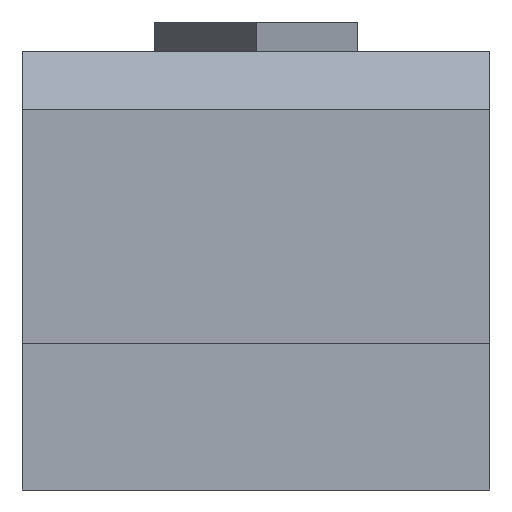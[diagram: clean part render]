
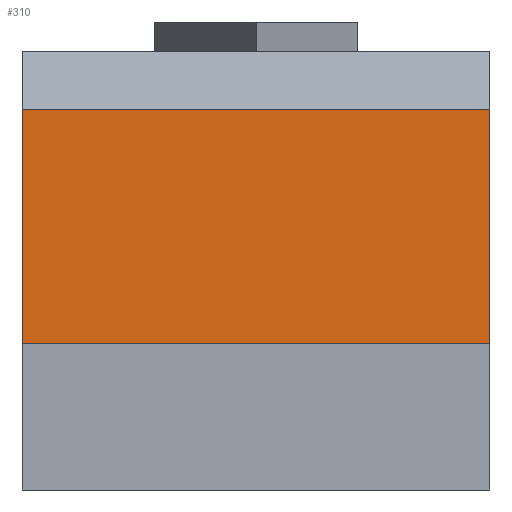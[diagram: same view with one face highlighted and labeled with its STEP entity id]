
A CAD part, left-side view. The second image highlights one B-rep face of the part: STEP entity #310.
In plain terms, the highlighted planar face has unit normal (-1, 0, 0).
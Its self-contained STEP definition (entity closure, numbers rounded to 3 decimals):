
#34=FACE_OUTER_BOUND('',#53,.T.);
#53=EDGE_LOOP('',(#268,#269,#270,#271));
#82=LINE('',#483,#121);
#88=LINE('',#494,#127);
#91=LINE('',#500,#130);
#93=LINE('',#504,#132);
#121=VECTOR('',#398,10.);
#127=VECTOR('',#408,10.);
#130=VECTOR('',#413,10.);
#132=VECTOR('',#419,10.);
#152=VERTEX_POINT('',#480);
#153=VERTEX_POINT('',#482);
#156=VERTEX_POINT('',#492);
#158=VERTEX_POINT('',#498);
#186=EDGE_CURVE('',#153,#152,#82,.T.);
#192=EDGE_CURVE('',#156,#152,#88,.T.);
#195=EDGE_CURVE('',#158,#156,#91,.T.);
#197=EDGE_CURVE('',#158,#153,#93,.T.);
#268=ORIENTED_EDGE('',*,*,#192,.F.);
#269=ORIENTED_EDGE('',*,*,#195,.F.);
#270=ORIENTED_EDGE('',*,*,#197,.T.);
#271=ORIENTED_EDGE('',*,*,#186,.T.);
#292=PLANE('',#343);
#310=ADVANCED_FACE('',(#34),#292,.T.);
#343=AXIS2_PLACEMENT_3D('',#503,#417,#418);
#398=DIRECTION('',(0.,0.,1.));
#408=DIRECTION('',(0.,-1.,0.));
#413=DIRECTION('',(0.,0.,1.));
#417=DIRECTION('center_axis',(-1.,0.,0.));
#418=DIRECTION('ref_axis',(0.,-1.,0.));
#419=DIRECTION('',(0.,-1.,0.));
#480=CARTESIAN_POINT('',(-0.6,-0.4,0.65));
#482=CARTESIAN_POINT('',(-0.6,-0.4,0.25));
#483=CARTESIAN_POINT('',(-0.6,-0.4,0.25));
#492=CARTESIAN_POINT('',(-0.6,0.4,0.65));
#494=CARTESIAN_POINT('',(-0.6,0.2,0.65));
#498=CARTESIAN_POINT('',(-0.6,0.4,0.25));
#500=CARTESIAN_POINT('',(-0.6,0.4,0.25));
#503=CARTESIAN_POINT('Origin',(-0.6,0.4,0.25));
#504=CARTESIAN_POINT('',(-0.6,0.,0.25));
